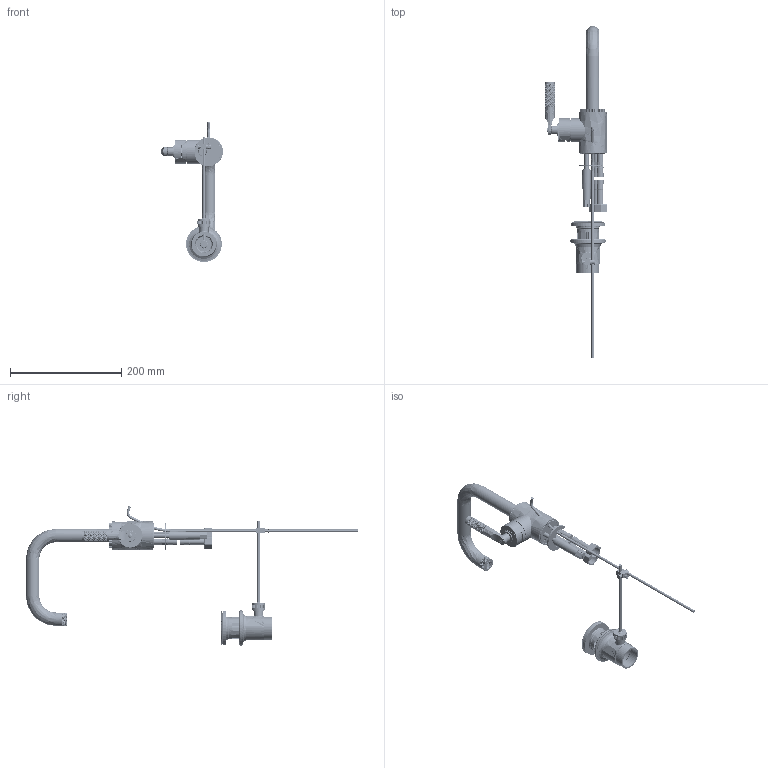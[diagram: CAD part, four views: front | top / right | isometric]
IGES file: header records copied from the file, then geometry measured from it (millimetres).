
Global section: file name: LANDMARK THINNER SPOUTS EXPORTV7K09SLK-RH; native system: Autodesk Inventor 2020; preprocessor: unknown; author: aduggalther; date: 20221125.120546; units: millimetre
Bounding box: 111.64 x 595.88 x 251.4 mm (x, y, z)
Volume: 371400.6 mm3; surface area: 238481.1 mm2
Topology: 56 solids, 57 shells, 15350 faces, 33931 edges, 18939 vertices
Faces by surface type: bspline 15350
